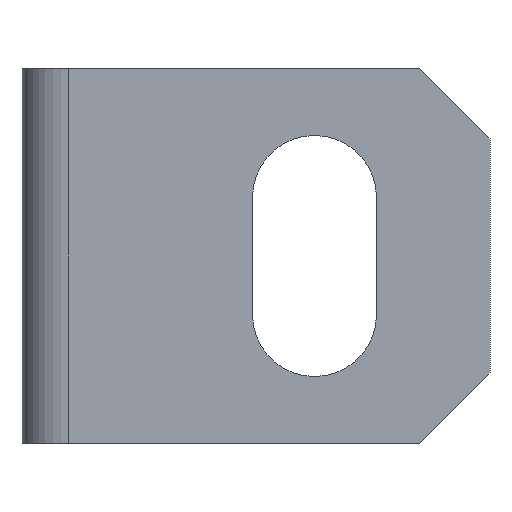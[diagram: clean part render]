
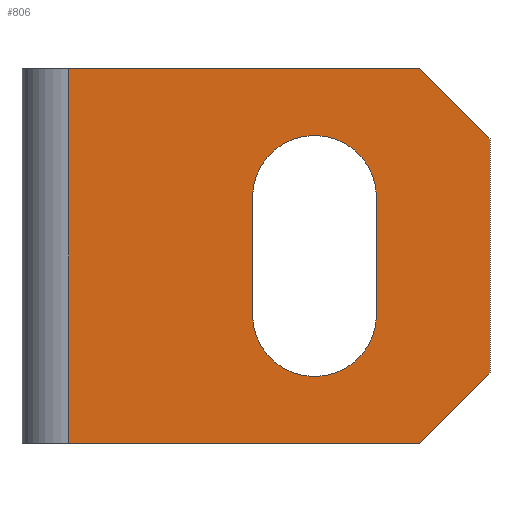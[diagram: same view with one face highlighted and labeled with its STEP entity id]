
A CAD part, front view. The second image highlights one B-rep face of the part: STEP entity #806.
In plain terms, the highlighted planar face has unit normal (0, -1, 0).
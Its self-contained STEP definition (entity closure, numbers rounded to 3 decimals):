
#211=DIRECTION('',(-1.,0.,0.));
#212=VECTOR('',#211,15.);
#213=CARTESIAN_POINT('',(17.,0.,16.));
#214=LINE('',#213,#212);
#307=DIRECTION('',(-0.707,0.,-0.707));
#308=VECTOR('',#307,4.243);
#309=CARTESIAN_POINT('',(20.,0.,3.));
#310=LINE('',#309,#308);
#314=DIRECTION('',(-1.,0.,0.));
#315=VECTOR('',#314,15.);
#316=CARTESIAN_POINT('',(17.,0.,0.));
#317=LINE('',#316,#315);
#321=DIRECTION('',(0.707,0.,-0.707));
#322=VECTOR('',#321,4.243);
#323=CARTESIAN_POINT('',(17.,0.,16.));
#324=LINE('',#323,#322);
#328=DIRECTION('',(0.,0.,-1.));
#329=VECTOR('',#328,10.);
#330=CARTESIAN_POINT('',(20.,0.,13.));
#331=LINE('',#330,#329);
#335=CARTESIAN_POINT('',(12.5,0.,10.5));
#336=DIRECTION('',(0.,-1.,0.));
#337=DIRECTION('',(1.,0.,0.));
#338=AXIS2_PLACEMENT_3D('',#335,#336,#337);
#343=CARTESIAN_POINT('',(12.5,0.,10.5));
#344=DIRECTION('',(0.,-1.,0.));
#345=DIRECTION('',(0.,0.,1.));
#346=AXIS2_PLACEMENT_3D('',#343,#344,#345);
#351=DIRECTION('',(0.,0.,-1.));
#352=VECTOR('',#351,5.);
#353=CARTESIAN_POINT('',(9.85,0.,10.5));
#354=LINE('',#353,#352);
#358=CARTESIAN_POINT('',(12.5,0.,5.5));
#359=DIRECTION('',(0.,-1.,0.));
#360=DIRECTION('',(-1.,0.,0.));
#361=AXIS2_PLACEMENT_3D('',#358,#359,#360);
#366=CARTESIAN_POINT('',(12.5,0.,5.5));
#367=DIRECTION('',(0.,-1.,0.));
#368=DIRECTION('',(0.,0.,-1.));
#369=AXIS2_PLACEMENT_3D('',#366,#367,#368);
#374=DIRECTION('',(0.,0.,1.));
#375=VECTOR('',#374,5.);
#376=CARTESIAN_POINT('',(15.15,0.,5.5));
#377=LINE('',#376,#375);
#388=DIRECTION('',(0.,0.,-1.));
#389=VECTOR('',#388,16.);
#390=CARTESIAN_POINT('',(2.,0.,16.));
#391=LINE('',#390,#389);
#506=CARTESIAN_POINT('',(2.,0.,0.));
#507=VERTEX_POINT('',#506);
#508=CARTESIAN_POINT('',(17.,0.,0.));
#509=VERTEX_POINT('',#508);
#552=CARTESIAN_POINT('',(17.,0.,16.));
#553=VERTEX_POINT('',#552);
#554=CARTESIAN_POINT('',(2.,0.,16.));
#555=VERTEX_POINT('',#554);
#572=CARTESIAN_POINT('',(12.5,0.,13.15));
#573=CARTESIAN_POINT('',(9.85,0.,10.5));
#574=VERTEX_POINT('',#572);
#575=VERTEX_POINT('',#573);
#576=CARTESIAN_POINT('',(15.15,0.,10.5));
#577=VERTEX_POINT('',#576);
#578=CARTESIAN_POINT('',(20.,0.,3.));
#579=VERTEX_POINT('',#578);
#580=CARTESIAN_POINT('',(20.,0.,13.));
#581=VERTEX_POINT('',#580);
#582=CARTESIAN_POINT('',(9.85,0.,5.5));
#583=VERTEX_POINT('',#582);
#584=CARTESIAN_POINT('',(12.5,0.,2.85));
#585=CARTESIAN_POINT('',(15.15,0.,5.5));
#586=VERTEX_POINT('',#584);
#587=VERTEX_POINT('',#585);
#776=CARTESIAN_POINT('',(0.,0.,0.));
#777=DIRECTION('',(0.,-1.,0.));
#778=DIRECTION('',(1.,0.,0.));
#779=AXIS2_PLACEMENT_3D('',#776,#777,#778);
#780=PLANE('',#779);
#781=ORIENTED_EDGE('',*,*,#767,.T.);
#782=ORIENTED_EDGE('',*,*,#599,.T.);
#784=ORIENTED_EDGE('',*,*,#783,.F.);
#785=ORIENTED_EDGE('',*,*,#710,.F.);
#787=ORIENTED_EDGE('',*,*,#786,.T.);
#789=ORIENTED_EDGE('',*,*,#788,.T.);
#790=EDGE_LOOP('',(#781,#782,#784,#785,#787,#789));
#791=FACE_OUTER_BOUND('',#790,.F.);
#793=ORIENTED_EDGE('',*,*,#792,.T.);
#795=ORIENTED_EDGE('',*,*,#794,.T.);
#797=ORIENTED_EDGE('',*,*,#796,.T.);
#799=ORIENTED_EDGE('',*,*,#798,.T.);
#801=ORIENTED_EDGE('',*,*,#800,.T.);
#803=ORIENTED_EDGE('',*,*,#802,.T.);
#804=EDGE_LOOP('',(#793,#795,#797,#799,#801,#803));
#805=FACE_BOUND('',#804,.F.);
#806=ADVANCED_FACE('',(#791,#805),#780,.T.);
#339=CIRCLE('',#338,2.65);
#347=CIRCLE('',#346,2.65);
#362=CIRCLE('',#361,2.65);
#370=CIRCLE('',#369,2.65);
#599=EDGE_CURVE('',#509,#507,#317,.T.);
#710=EDGE_CURVE('',#553,#555,#214,.T.);
#767=EDGE_CURVE('',#579,#509,#310,.T.);
#783=EDGE_CURVE('',#555,#507,#391,.T.);
#786=EDGE_CURVE('',#553,#581,#324,.T.);
#788=EDGE_CURVE('',#581,#579,#331,.T.);
#792=EDGE_CURVE('',#577,#574,#339,.T.);
#794=EDGE_CURVE('',#574,#575,#347,.T.);
#796=EDGE_CURVE('',#575,#583,#354,.T.);
#798=EDGE_CURVE('',#583,#586,#362,.T.);
#800=EDGE_CURVE('',#586,#587,#370,.T.);
#802=EDGE_CURVE('',#587,#577,#377,.T.);
